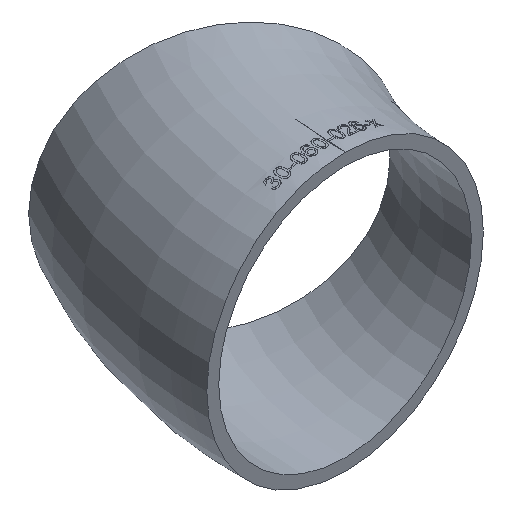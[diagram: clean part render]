
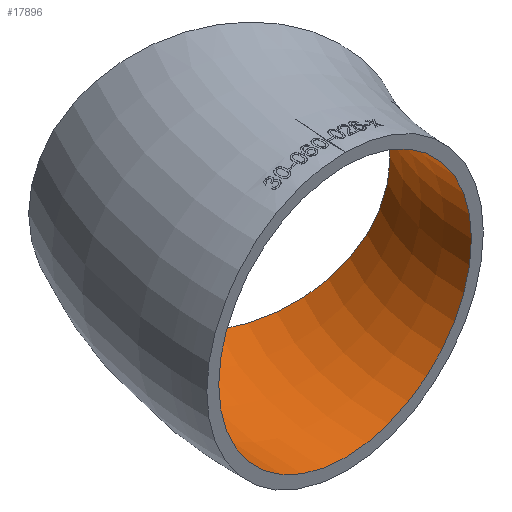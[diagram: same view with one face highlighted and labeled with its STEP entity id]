
A CAD part, isometric view. The second image highlights one B-rep face of the part: STEP entity #17896.
In plain terms, the highlighted toroidal (fillet/blend) face has major radius 76 mm and minor radius 27.55 mm.
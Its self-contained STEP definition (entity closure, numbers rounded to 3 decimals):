
#537 = EDGE_CURVE ( 'NONE', #1905, #1905, #2422, .T. ) ;
#1257 = CARTESIAN_POINT ( 'NONE',  ( 0., 0., 0. ) ) ;
#1545 = CARTESIAN_POINT ( 'NONE',  ( -76., 0., 27.55 ) ) ;
#1905 = VERTEX_POINT ( 'NONE', #1545 ) ;
#2422 = CIRCLE ( 'NONE', #11918, 27.55 ) ;
#4074 = CARTESIAN_POINT ( 'NONE',  ( -76., 0., 0. ) ) ;
#6336 = ORIENTED_EDGE ( 'NONE', *, *, #16382, .T. ) ;
#6580 = EDGE_LOOP ( 'NONE', ( #13948 ) ) ;
#7662 = DIRECTION ( 'NONE',  ( 0., 0., 1. ) ) ;
#9782 = TOROIDAL_SURFACE ( 'NONE', #10161, 76., 27.55 ) ;
#10161 = AXIS2_PLACEMENT_3D ( 'NONE', #1257, #22978, #17759 ) ;
#10306 = DIRECTION ( 'NONE',  ( -0.866, 0.5, 0. ) ) ;
#11294 = CIRCLE ( 'NONE', #21090, 27.55 ) ;
#11918 = AXIS2_PLACEMENT_3D ( 'NONE', #4074, #20546, #7662 ) ;
#13948 = ORIENTED_EDGE ( 'NONE', *, *, #537, .F. ) ;
#13975 = DIRECTION ( 'NONE',  ( 0.5, 0.866, 0. ) ) ;
#13988 = FACE_OUTER_BOUND ( 'NONE', #23207, .T. ) ;
#14512 = VERTEX_POINT ( 'NONE', #23386 ) ;
#16382 = EDGE_CURVE ( 'NONE', #14512, #14512, #11294, .T. ) ;
#17515 = CARTESIAN_POINT ( 'NONE',  ( -65.818, 38., 0. ) ) ;
#17759 = DIRECTION ( 'NONE',  ( -1., 0., 0. ) ) ;
#17896 = ADVANCED_FACE ( 'NONE', ( #13988, #21067 ), #9782, .F. ) ;
#20546 = DIRECTION ( 'NONE',  ( 0., 1., 0. ) ) ;
#21067 = FACE_OUTER_BOUND ( 'NONE', #6580, .T. ) ;
#21090 = AXIS2_PLACEMENT_3D ( 'NONE', #17515, #13975, #10306 ) ;
#22978 = DIRECTION ( 'NONE',  ( 0., 0., -1. ) ) ;
#23207 = EDGE_LOOP ( 'NONE', ( #6336 ) ) ;
#23386 = CARTESIAN_POINT ( 'NONE',  ( -89.677, 51.775, 0. ) ) ;
